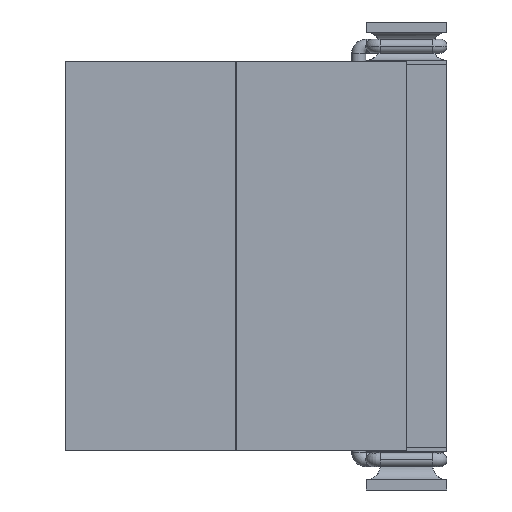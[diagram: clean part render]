
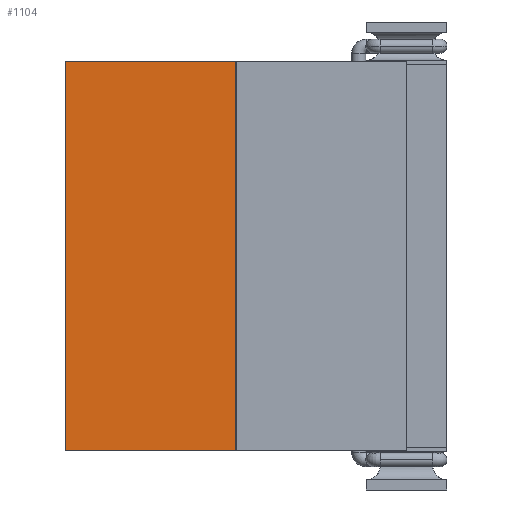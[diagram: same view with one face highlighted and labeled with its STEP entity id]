
A CAD part, left-side view. The second image highlights one B-rep face of the part: STEP entity #1104.
In plain terms, the highlighted planar face has unit normal (-1, 0, 0).
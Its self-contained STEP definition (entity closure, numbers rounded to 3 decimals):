
#489 = LINE ( 'NONE', #30567, #30400 ) ;
#1104 = ADVANCED_FACE ( 'NONE', ( #10008 ), #6091, .F. ) ;
#1109 = ORIENTED_EDGE ( 'NONE', *, *, #5689, .T. ) ;
#2484 = CARTESIAN_POINT ( 'NONE',  ( -13.3, 6.55, 9.65 ) ) ;
#2647 = CARTESIAN_POINT ( 'NONE',  ( -13.3, 6.55, -9.65 ) ) ;
#5689 = EDGE_CURVE ( 'NONE', #21166, #16250, #21143, .T. ) ;
#5915 = LINE ( 'NONE', #2484, #14157 ) ;
#6091 = PLANE ( 'NONE',  #30598 ) ;
#7461 = ORIENTED_EDGE ( 'NONE', *, *, #7547, .F. ) ;
#7547 = EDGE_CURVE ( 'NONE', #9040, #23357, #27759, .T. ) ;
#9040 = VERTEX_POINT ( 'NONE', #11933 ) ;
#10008 = FACE_OUTER_BOUND ( 'NONE', #16166, .T. ) ;
#11933 = CARTESIAN_POINT ( 'NONE',  ( -13.3, 18.9, -9.65 ) ) ;
#13051 = CARTESIAN_POINT ( 'NONE',  ( -13.3, 18.9, 9.65 ) ) ;
#13317 = CARTESIAN_POINT ( 'NONE',  ( -13.3, 10.47, -9.65 ) ) ;
#14157 = VECTOR ( 'NONE', #32564, 1000. ) ;
#14750 = DIRECTION ( 'NONE',  ( 0., 0., 1. ) ) ;
#15475 = EDGE_CURVE ( 'NONE', #23357, #16250, #5915, .T. ) ;
#16166 = EDGE_LOOP ( 'NONE', ( #23701, #1109, #20747, #7461 ) ) ;
#16250 = VERTEX_POINT ( 'NONE', #26627 ) ;
#17718 = CARTESIAN_POINT ( 'NONE',  ( -13.3, 10.47, -9.65 ) ) ;
#20747 = ORIENTED_EDGE ( 'NONE', *, *, #15475, .F. ) ;
#20880 = DIRECTION ( 'NONE',  ( 0., 0., 1. ) ) ;
#21143 = LINE ( 'NONE', #17718, #32965 ) ;
#21166 = VERTEX_POINT ( 'NONE', #13317 ) ;
#23357 = VERTEX_POINT ( 'NONE', #13051 ) ;
#23701 = ORIENTED_EDGE ( 'NONE', *, *, #26983, .T. ) ;
#24331 = CARTESIAN_POINT ( 'NONE',  ( -13.3, 18.9, -9.65 ) ) ;
#26627 = CARTESIAN_POINT ( 'NONE',  ( -13.3, 10.47, 9.65 ) ) ;
#26983 = EDGE_CURVE ( 'NONE', #9040, #21166, #489, .T. ) ;
#27080 = DIRECTION ( 'NONE',  ( 0., -1., 0. ) ) ;
#27759 = LINE ( 'NONE', #24331, #32023 ) ;
#29291 = DIRECTION ( 'NONE',  ( 0., 0., -1. ) ) ;
#30400 = VECTOR ( 'NONE', #27080, 1000. ) ;
#30567 = CARTESIAN_POINT ( 'NONE',  ( -13.3, 6.55, -9.65 ) ) ;
#30598 = AXIS2_PLACEMENT_3D ( 'NONE', #2647, #32723, #29291 ) ;
#32023 = VECTOR ( 'NONE', #20880, 1000. ) ;
#32564 = DIRECTION ( 'NONE',  ( 0., -1., 0. ) ) ;
#32723 = DIRECTION ( 'NONE',  ( 1., 0., 0. ) ) ;
#32965 = VECTOR ( 'NONE', #14750, 1000. ) ;
